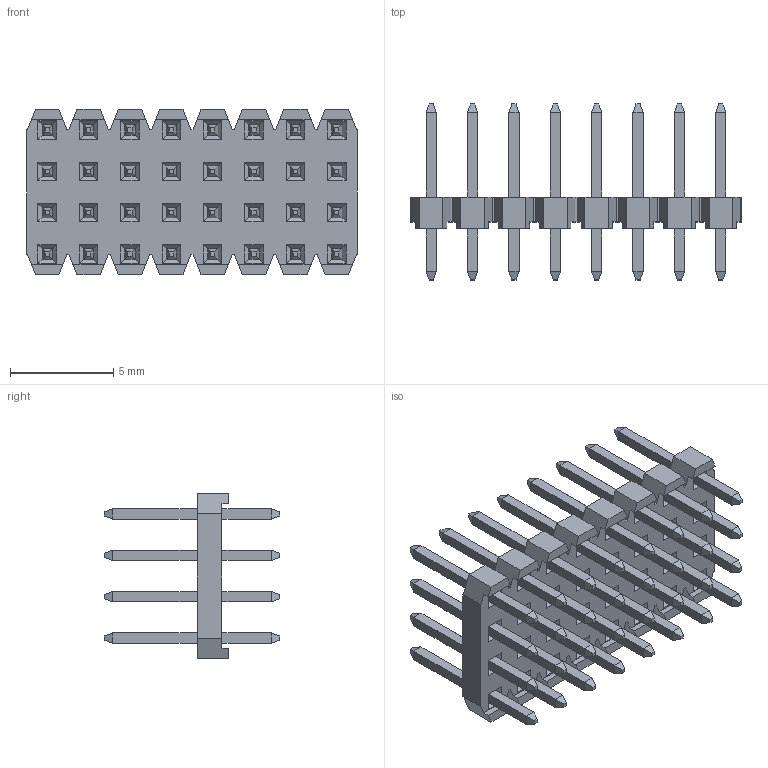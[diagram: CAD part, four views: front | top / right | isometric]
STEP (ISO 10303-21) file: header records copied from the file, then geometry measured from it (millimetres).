
FILE_DESCRIPTION(/* description */ (''),/* implementation_level */ '2;1');
FILE_NAME(/* name */ '414-032-10-99-XX-C2.5.stp',/* time_stamp */ '2025-05-23T07:53:09+02:00',/* author */ ('Andreas.Larin'),/* organization */ (''),/* preprocessor_version */ 'ST-DEVELOPER v20',/* originating_system */ 'Autodesk Inventor 2025',/* authorisation */ '');
FILE_SCHEMA (('AUTOMOTIVE_DESIGN { 1 0 10303 214 3 1 1 }'));
Length unit declared in the file: millimetre
Products named in the file (1): 414-032-10-99-XX-C2.5
Bounding box: 16 x 8.5 x 8 mm (x, y, z)
Volume: 201.2 mm3; surface area: 798.5 mm2
Topology: 1 solids, 1 shells, 806 faces, 1836 edges, 1096 vertices
Faces by surface type: plane 806
Entity records: 22495 total; most frequent: CARTESIAN_POINT 3739, ORIENTED_EDGE 3672, DIRECTION 3450, LINE 1836, VECTOR 1836, EDGE_CURVE 1836, VERTEX_POINT 1096, EDGE_LOOP 870
